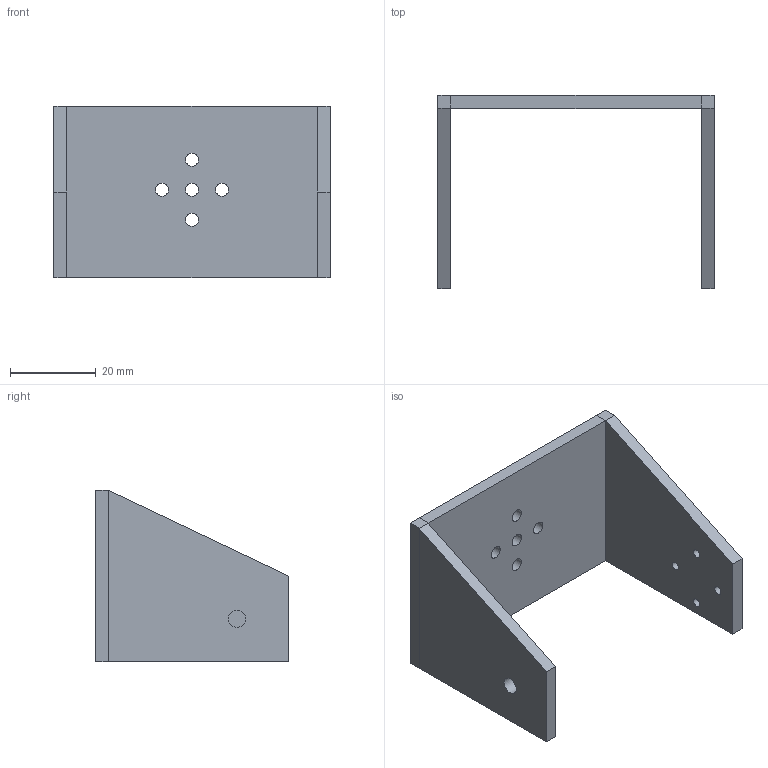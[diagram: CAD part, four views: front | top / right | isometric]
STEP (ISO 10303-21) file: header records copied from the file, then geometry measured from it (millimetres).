
FILE_DESCRIPTION(/* description */ ('FreeCAD Model'),/* implementation_level */ '2;1');
FILE_NAME(/* name */ 'servo frame mg996 foot_MIR_ipt_18d4b87c.STEP',/* time_stamp */ '2022-08-04T14:44:59-04:00',/* author */ ('Author'),/* organization */ (''),/* preprocessor_version */ 'ST-DEVELOPER v18.1',/* originating_system */ 'Autodesk Inventor 2021',/* authorisation */ 'Unknown');
FILE_SCHEMA (('AUTOMOTIVE_DESIGN { 1 0 10303 214 3 1 1 }'));
Length unit declared in the file: millimetre
Products named in the file (1): servo frame mg996 foot_MIR
Bounding box: 64.5 x 45 x 40 mm (x, y, z)
Volume: 15118.6 mm3; surface area: 11371.6 mm2
Topology: 1 solids, 1 shells, 28 faces, 70 edges, 44 vertices
Faces by surface type: plane 18, cylinder 10
Full cylindrical faces by diameter (mm): 2 x4, 3 x5, 4 x1
Entity records: 920 total; most frequent: DIRECTION 148, CARTESIAN_POINT 143, ORIENTED_EDGE 140, EDGE_CURVE 70, LINE 50, VECTOR 50, AXIS2_PLACEMENT_3D 49, EDGE_LOOP 48
